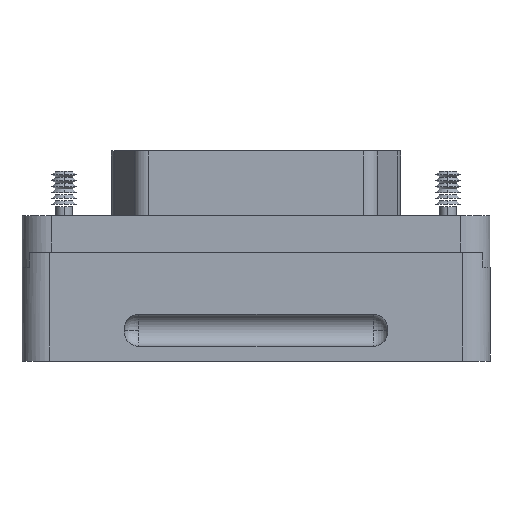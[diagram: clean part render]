
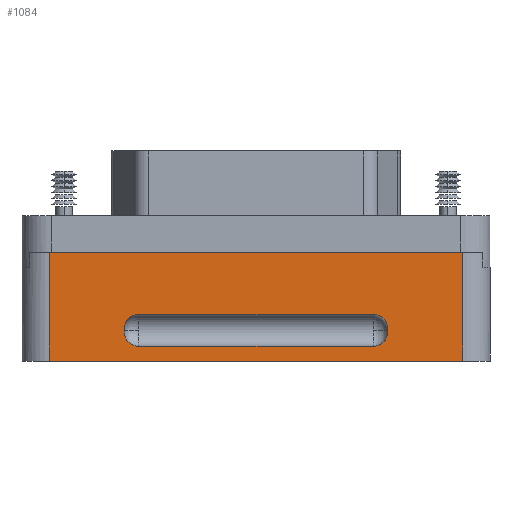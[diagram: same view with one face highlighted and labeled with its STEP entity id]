
A CAD part, front view. The second image highlights one B-rep face of the part: STEP entity #1084.
In plain terms, the highlighted planar face has unit normal (0, -1, 0).
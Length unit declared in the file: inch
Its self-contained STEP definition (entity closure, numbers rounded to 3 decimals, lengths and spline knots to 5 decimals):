
#381 = DIRECTION ( 'NONE',  ( 0., 0., -1. ) ) ;
#382 = CARTESIAN_POINT ( 'NONE',  ( -0.49856, -0.03919, 0.20225 ) ) ;
#402 = DIRECTION ( 'NONE',  ( 1., 0., 0. ) ) ;
#403 = CARTESIAN_POINT ( 'NONE',  ( 0.91244, -0.03919, 0.20225 ) ) ;
#404 = DIRECTION ( 'NONE',  ( -1., 0., 0. ) ) ;
#405 = DIRECTION ( 'NONE',  ( 0., 1., 0. ) ) ;
#407 = CARTESIAN_POINT ( 'NONE',  ( 0.60694, -0.03919, -0.06775 ) ) ;
#423 = CARTESIAN_POINT ( 'NONE',  ( 0.91244, -0.03919, 0.20225 ) ) ;
#427 = DIRECTION ( 'NONE',  ( 0., 0., -1. ) ) ;
#468 = DIRECTION ( 'NONE',  ( -1., 0., 0. ) ) ;
#471 = DIRECTION ( 'NONE',  ( 0., 1., 0. ) ) ;
#473 = CARTESIAN_POINT ( 'NONE',  ( -0.19306, -0.03919, -0.06775 ) ) ;
#719 = VECTOR ( 'NONE', #381, 39.37008 ) ;
#721 = LINE ( 'NONE', #382, #719 ) ;
#725 = VECTOR ( 'NONE', #402, 39.37008 ) ;
#727 = LINE ( 'NONE', #403, #725 ) ;
#743 = VECTOR ( 'NONE', #427, 39.37008 ) ;
#747 = LINE ( 'NONE', #423, #743 ) ;
#1084 = ADVANCED_FACE ( 'NONE', ( #4186, #4183 ), #3825, .F. ) ;
#1158 = CIRCLE ( 'NONE', #3232, 0.05 ) ;
#1162 = CIRCLE ( 'NONE', #3228, 0.05 ) ;
#1285 = VECTOR ( 'NONE', #3597, 39.37008 ) ;
#1287 = VECTOR ( 'NONE', #4511, 39.37008 ) ;
#1288 = LINE ( 'NONE', #4705, #1285 ) ;
#1289 = LINE ( 'NONE', #4513, #1287 ) ;
#1290 = VECTOR ( 'NONE', #4517, 39.37008 ) ;
#1291 = CIRCLE ( 'NONE', #1829, 0.05 ) ;
#1292 = LINE ( 'NONE', #4514, #1290 ) ;
#1293 = VECTOR ( 'NONE', #4516, 39.37008 ) ;
#1295 = VECTOR ( 'NONE', #4529, 39.37008 ) ;
#1296 = CIRCLE ( 'NONE', #1828, 0.05 ) ;
#1297 = LINE ( 'NONE', #4538, #1295 ) ;
#1298 = LINE ( 'NONE', #4523, #1293 ) ;
#1828 = AXIS2_PLACEMENT_3D ( 'NONE', #4510, #4509, #4508 ) ;
#1829 = AXIS2_PLACEMENT_3D ( 'NONE', #4504, #4502, #4706 ) ;
#1977 = ORIENTED_EDGE ( 'NONE', *, *, #3381, .T. ) ;
#1978 = ORIENTED_EDGE ( 'NONE', *, *, #3068, .T. ) ;
#1979 = ORIENTED_EDGE ( 'NONE', *, *, #3069, .T. ) ;
#1980 = ORIENTED_EDGE ( 'NONE', *, *, #3070, .T. ) ;
#1981 = ORIENTED_EDGE ( 'NONE', *, *, #3071, .T. ) ;
#1982 = ORIENTED_EDGE ( 'NONE', *, *, #3072, .T. ) ;
#1983 = ORIENTED_EDGE ( 'NONE', *, *, #3385, .T. ) ;
#1984 = ORIENTED_EDGE ( 'NONE', *, *, #3073, .T. ) ;
#1985 = ORIENTED_EDGE ( 'NONE', *, *, #3067, .T. ) ;
#1986 = ORIENTED_EDGE ( 'NONE', *, *, #4121, .F. ) ;
#1987 = ORIENTED_EDGE ( 'NONE', *, *, #4132, .F. ) ;
#1988 = ORIENTED_EDGE ( 'NONE', *, *, #4136, .T. ) ;
#2229 = VERTEX_POINT ( 'NONE', #5025 ) ;
#2240 = VERTEX_POINT ( 'NONE', #4990 ) ;
#2244 = VERTEX_POINT ( 'NONE', #4978 ) ;
#2247 = VERTEX_POINT ( 'NONE', #4968 ) ;
#2252 = VERTEX_POINT ( 'NONE', #4950 ) ;
#2335 = VERTEX_POINT ( 'NONE', #4676 ) ;
#2380 = VERTEX_POINT ( 'NONE', #4524 ) ;
#2440 = VERTEX_POINT ( 'NONE', #5271 ) ;
#2448 = VERTEX_POINT ( 'NONE', #5263 ) ;
#2454 = VERTEX_POINT ( 'NONE', #5266 ) ;
#2459 = VERTEX_POINT ( 'NONE', #5251 ) ;
#2492 = VERTEX_POINT ( 'NONE', #5214 ) ;
#2714 = EDGE_LOOP ( 'NONE', ( #1985, #1986, #1987, #1988 ) ) ;
#2715 = EDGE_LOOP ( 'NONE', ( #1977, #1978, #1979, #1980, #1981, #1982, #1983, #1984 ) ) ;
#3067 = EDGE_CURVE ( 'NONE', #2440, #2229, #1297, .T. ) ;
#3068 = EDGE_CURVE ( 'NONE', #2247, #2454, #1298, .T. ) ;
#3069 = EDGE_CURVE ( 'NONE', #2454, #2448, #1296, .T. ) ;
#3070 = EDGE_CURVE ( 'NONE', #2448, #2492, #1292, .T. ) ;
#3071 = EDGE_CURVE ( 'NONE', #2492, #2459, #1291, .T. ) ;
#3072 = EDGE_CURVE ( 'NONE', #2459, #2244, #1289, .T. ) ;
#3073 = EDGE_CURVE ( 'NONE', #2252, #2240, #1288, .T. ) ;
#3112 = AXIS2_PLACEMENT_3D ( 'NONE', #3814, #3808, #3807 ) ;
#3228 = AXIS2_PLACEMENT_3D ( 'NONE', #473, #471, #468 ) ;
#3232 = AXIS2_PLACEMENT_3D ( 'NONE', #407, #405, #404 ) ;
#3381 = EDGE_CURVE ( 'NONE', #2240, #2247, #1162, .T. ) ;
#3385 = EDGE_CURVE ( 'NONE', #2244, #2252, #1158, .T. ) ;
#3597 = DIRECTION ( 'NONE',  ( -1., 0., 0. ) ) ;
#3807 = DIRECTION ( 'NONE',  ( -1., 0., 0. ) ) ;
#3808 = DIRECTION ( 'NONE',  ( 0., 1., 0. ) ) ;
#3814 = CARTESIAN_POINT ( 'NONE',  ( 0.91244, -0.03919, 0.20225 ) ) ;
#3825 = PLANE ( 'NONE',  #3112 ) ;
#4121 = EDGE_CURVE ( 'NONE', #2380, #2229, #747, .T. ) ;
#4132 = EDGE_CURVE ( 'NONE', #2335, #2380, #727, .T. ) ;
#4136 = EDGE_CURVE ( 'NONE', #2335, #2440, #721, .T. ) ;
#4183 = FACE_OUTER_BOUND ( 'NONE', #2714, .T. ) ;
#4186 = FACE_BOUND ( 'NONE', #2715, .T. ) ;
#4502 = DIRECTION ( 'NONE',  ( 0., 1., 0. ) ) ;
#4504 = CARTESIAN_POINT ( 'NONE',  ( 0.60694, -0.03919, -0.05775 ) ) ;
#4508 = DIRECTION ( 'NONE',  ( -1., 0., 0. ) ) ;
#4509 = DIRECTION ( 'NONE',  ( 0., 1., 0. ) ) ;
#4510 = CARTESIAN_POINT ( 'NONE',  ( -0.19306, -0.03919, -0.05775 ) ) ;
#4511 = DIRECTION ( 'NONE',  ( 0., 0., -1. ) ) ;
#4513 = CARTESIAN_POINT ( 'NONE',  ( 0.65694, -0.03919, 0.20225 ) ) ;
#4514 = CARTESIAN_POINT ( 'NONE',  ( -0.51634, -0.03919, -0.00775 ) ) ;
#4516 = DIRECTION ( 'NONE',  ( 0., 0., 1. ) ) ;
#4517 = DIRECTION ( 'NONE',  ( 1., 0., 0. ) ) ;
#4523 = CARTESIAN_POINT ( 'NONE',  ( -0.24306, -0.03919, 0.20225 ) ) ;
#4524 = CARTESIAN_POINT ( 'NONE',  ( 0.91244, -0.03919, 0.20225 ) ) ;
#4529 = DIRECTION ( 'NONE',  ( 1., 0., 0. ) ) ;
#4538 = CARTESIAN_POINT ( 'NONE',  ( 0.91244, -0.03919, -0.16775 ) ) ;
#4676 = CARTESIAN_POINT ( 'NONE',  ( -0.49856, -0.03919, 0.20225 ) ) ;
#4705 = CARTESIAN_POINT ( 'NONE',  ( -0.51634, -0.03919, -0.11775 ) ) ;
#4706 = DIRECTION ( 'NONE',  ( -1., 0., 0. ) ) ;
#4950 = CARTESIAN_POINT ( 'NONE',  ( 0.60694, -0.03919, -0.11775 ) ) ;
#4968 = CARTESIAN_POINT ( 'NONE',  ( -0.24306, -0.03919, -0.06775 ) ) ;
#4978 = CARTESIAN_POINT ( 'NONE',  ( 0.65694, -0.03919, -0.06775 ) ) ;
#4990 = CARTESIAN_POINT ( 'NONE',  ( -0.19306, -0.03919, -0.11775 ) ) ;
#5025 = CARTESIAN_POINT ( 'NONE',  ( 0.91244, -0.03919, -0.16775 ) ) ;
#5214 = CARTESIAN_POINT ( 'NONE',  ( 0.60694, -0.03919, -0.00775 ) ) ;
#5251 = CARTESIAN_POINT ( 'NONE',  ( 0.65694, -0.03919, -0.05775 ) ) ;
#5263 = CARTESIAN_POINT ( 'NONE',  ( -0.19306, -0.03919, -0.00775 ) ) ;
#5266 = CARTESIAN_POINT ( 'NONE',  ( -0.24306, -0.03919, -0.05775 ) ) ;
#5271 = CARTESIAN_POINT ( 'NONE',  ( -0.49856, -0.03919, -0.16775 ) ) ;
